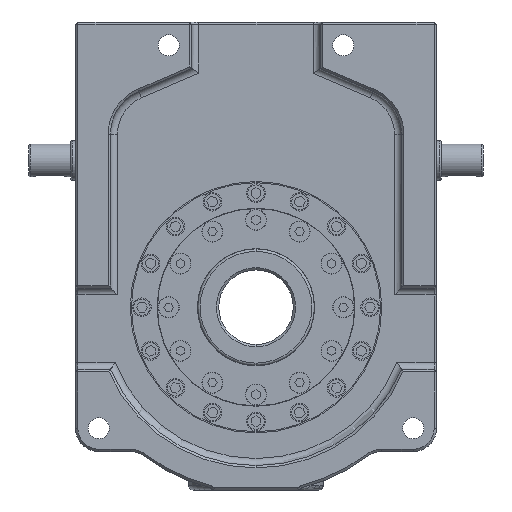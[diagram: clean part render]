
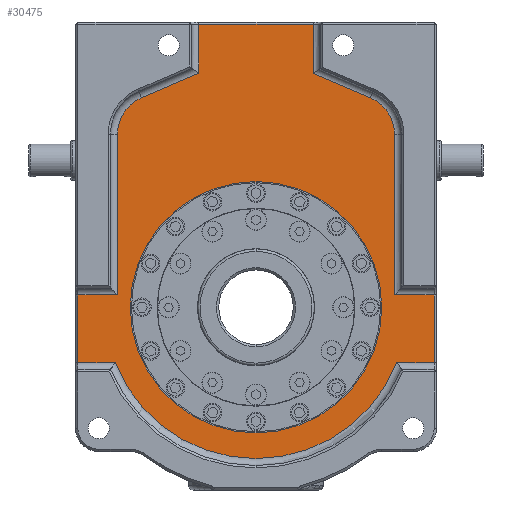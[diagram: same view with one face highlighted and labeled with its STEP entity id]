
A CAD part, front view. The second image highlights one B-rep face of the part: STEP entity #30475.
In plain terms, the highlighted planar face has unit normal (0, -1, 0).
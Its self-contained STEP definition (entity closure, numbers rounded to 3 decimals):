
#312 = LINE ( 'NONE', #13515, #873 ) ;
#873 = VECTOR ( 'NONE', #32189, 1000. ) ;
#1656 = CARTESIAN_POINT ( 'NONE',  ( 77.5, -42.5, -23.75 ) ) ;
#1722 = AXIS2_PLACEMENT_3D ( 'NONE', #35004, #38798, #45688 ) ;
#1730 = CARTESIAN_POINT ( 'NONE',  ( 0., -42.5, 54. ) ) ;
#2348 = DIRECTION ( 'NONE',  ( -0.919, 0., -0.394 ) ) ;
#2349 = VERTEX_POINT ( 'NONE', #4610 ) ;
#2406 = CARTESIAN_POINT ( 'NONE',  ( 42.5, -42.5, 74.265 ) ) ;
#2440 = ORIENTED_EDGE ( 'NONE', *, *, #32751, .T. ) ;
#2492 = CARTESIAN_POINT ( 'NONE',  ( -42.5, -42.5, 121.5 ) ) ;
#2651 = DIRECTION ( 'NONE',  ( -0.92, 0., 0.391 ) ) ;
#2784 = FACE_OUTER_BOUND ( 'NONE', #10891, .T. ) ;
#3372 = VECTOR ( 'NONE', #5464, 1000. ) ;
#3587 = LINE ( 'NONE', #29454, #16466 ) ;
#3733 = DIRECTION ( 'NONE',  ( 0., 0., -1. ) ) ;
#4143 = ORIENTED_EDGE ( 'NONE', *, *, #6566, .T. ) ;
#4610 = CARTESIAN_POINT ( 'NONE',  ( 76.5, -42.5, -23.75 ) ) ;
#4832 = CARTESIAN_POINT ( 'NONE',  ( 62.5, -42.5, 5.25 ) ) ;
#5019 = CARTESIAN_POINT ( 'NONE',  ( -24.5, -42.5, 100.522 ) ) ;
#5128 = EDGE_CURVE ( 'NONE', #15027, #2349, #23300, .T. ) ;
#5429 = CARTESIAN_POINT ( 'NONE',  ( 49.145, -42.5, 89.912 ) ) ;
#5464 = DIRECTION ( 'NONE',  ( 1., 0., 0. ) ) ;
#5688 = DIRECTION ( 'NONE',  ( 0., 0., -1. ) ) ;
#5921 = CIRCLE ( 'NONE', #24828, 17. ) ;
#6566 = EDGE_CURVE ( 'NONE', #26963, #45130, #312, .T. ) ;
#6750 = AXIS2_PLACEMENT_3D ( 'NONE', #28718, #43372, #25116 ) ;
#7044 = CARTESIAN_POINT ( 'NONE',  ( -60.506, -42.5, -23.75 ) ) ;
#7743 = CARTESIAN_POINT ( 'NONE',  ( 60.506, -42.5, -23.75 ) ) ;
#7952 = CARTESIAN_POINT ( 'NONE',  ( 76.5, -42.5, 5.25 ) ) ;
#8344 = CARTESIAN_POINT ( 'NONE',  ( -42.5, -42.5, 74.312 ) ) ;
#8483 = DIRECTION ( 'NONE',  ( 1., 0., 0. ) ) ;
#8492 = VERTEX_POINT ( 'NONE', #24130 ) ;
#8512 = DIRECTION ( 'NONE',  ( 0., -1., 0. ) ) ;
#8652 = CARTESIAN_POINT ( 'NONE',  ( 76.5, -42.5, 74.312 ) ) ;
#8729 = CARTESIAN_POINT ( 'NONE',  ( 24.5, -42.5, 121.5 ) ) ;
#8770 = VECTOR ( 'NONE', #2651, 1000. ) ;
#8890 = EDGE_CURVE ( 'NONE', #45025, #19285, #5921, .T. ) ;
#9098 = VECTOR ( 'NONE', #9154, 1000. ) ;
#9154 = DIRECTION ( 'NONE',  ( 0., 0., 1. ) ) ;
#9414 = VECTOR ( 'NONE', #17520, 1000. ) ;
#9998 = ORIENTED_EDGE ( 'NONE', *, *, #25922, .T. ) ;
#10433 = CIRCLE ( 'NONE', #6750, 54. ) ;
#10681 = ORIENTED_EDGE ( 'NONE', *, *, #27759, .T. ) ;
#10891 = EDGE_LOOP ( 'NONE', ( #2440, #26355, #34739, #23849, #33479, #36660, #20976, #30953, #9998, #16897, #41398, #27686, #10681, #4143, #45764, #19774 ) ) ;
#11015 = CIRCLE ( 'NONE', #13819, 17. ) ;
#11971 = VERTEX_POINT ( 'NONE', #5429 ) ;
#12456 = EDGE_CURVE ( 'NONE', #2349, #13754, #39108, .T. ) ;
#12668 = CARTESIAN_POINT ( 'NONE',  ( 0., -42.5, 0. ) ) ;
#12871 = CARTESIAN_POINT ( 'NONE',  ( 24.5, -42.5, 122.5 ) ) ;
#13023 = EDGE_CURVE ( 'NONE', #36535, #15027, #13228, .T. ) ;
#13090 = VECTOR ( 'NONE', #2348, 1000. ) ;
#13228 = CIRCLE ( 'NONE', #17179, 65. ) ;
#13283 = VERTEX_POINT ( 'NONE', #18530 ) ;
#13470 = ORIENTED_EDGE ( 'NONE', *, *, #30585, .F. ) ;
#13515 = CARTESIAN_POINT ( 'NONE',  ( 59.5, -42.5, 74.265 ) ) ;
#13754 = VERTEX_POINT ( 'NONE', #7952 ) ;
#13819 = AXIS2_PLACEMENT_3D ( 'NONE', #2406, #28576, #35700 ) ;
#14282 = VERTEX_POINT ( 'NONE', #1730 ) ;
#15027 = VERTEX_POINT ( 'NONE', #7743 ) ;
#15092 = FACE_BOUND ( 'NONE', #46869, .T. ) ;
#15335 = CIRCLE ( 'NONE', #37137, 54. ) ;
#15483 = LINE ( 'NONE', #42085, #41355 ) ;
#16466 = VECTOR ( 'NONE', #21949, 1000. ) ;
#16761 = CARTESIAN_POINT ( 'NONE',  ( 0., -42.5, -54. ) ) ;
#16782 = CARTESIAN_POINT ( 'NONE',  ( 59.5, -42.5, 74.265 ) ) ;
#16897 = ORIENTED_EDGE ( 'NONE', *, *, #13023, .T. ) ;
#17168 = EDGE_CURVE ( 'NONE', #47359, #8492, #46883, .T. ) ;
#17179 = AXIS2_PLACEMENT_3D ( 'NONE', #12668, #39256, #38939 ) ;
#17254 = CARTESIAN_POINT ( 'NONE',  ( -49.197, -42.5, 89.938 ) ) ;
#17520 = DIRECTION ( 'NONE',  ( 0., 0., -1. ) ) ;
#17593 = EDGE_CURVE ( 'NONE', #11971, #39689, #43386, .T. ) ;
#18154 = VECTOR ( 'NONE', #3733, 1000. ) ;
#18361 = LINE ( 'NONE', #2492, #20703 ) ;
#18530 = CARTESIAN_POINT ( 'NONE',  ( -76.5, -42.5, -23.75 ) ) ;
#18551 = EDGE_CURVE ( 'NONE', #45130, #11971, #11015, .T. ) ;
#19285 = VERTEX_POINT ( 'NONE', #20741 ) ;
#19342 = LINE ( 'NONE', #47401, #9414 ) ;
#19774 = ORIENTED_EDGE ( 'NONE', *, *, #17593, .T. ) ;
#20703 = VECTOR ( 'NONE', #39597, 1000. ) ;
#20741 = CARTESIAN_POINT ( 'NONE',  ( -59.5, -42.5, 74.312 ) ) ;
#20976 = ORIENTED_EDGE ( 'NONE', *, *, #17168, .T. ) ;
#21674 = LINE ( 'NONE', #21923, #18154 ) ;
#21923 = CARTESIAN_POINT ( 'NONE',  ( -59.5, -42.5, 8.25 ) ) ;
#21949 = DIRECTION ( 'NONE',  ( 0., 0., -1. ) ) ;
#22518 = DIRECTION ( 'NONE',  ( -1., 0., 0. ) ) ;
#22736 = EDGE_CURVE ( 'NONE', #19285, #47359, #21674, .T. ) ;
#23300 = LINE ( 'NONE', #1656, #3372 ) ;
#23498 = PLANE ( 'NONE',  #1722 ) ;
#23747 = VERTEX_POINT ( 'NONE', #41043 ) ;
#23849 = ORIENTED_EDGE ( 'NONE', *, *, #26491, .T. ) ;
#24130 = CARTESIAN_POINT ( 'NONE',  ( -76.5, -42.5, 5.25 ) ) ;
#24217 = LINE ( 'NONE', #17254, #13090 ) ;
#24692 = CARTESIAN_POINT ( 'NONE',  ( 59.5, -42.5, 5.25 ) ) ;
#24828 = AXIS2_PLACEMENT_3D ( 'NONE', #8344, #8512, #45896 ) ;
#25116 = DIRECTION ( 'NONE',  ( 0., 0., -1. ) ) ;
#25922 = EDGE_CURVE ( 'NONE', #13283, #36535, #15483, .T. ) ;
#26355 = ORIENTED_EDGE ( 'NONE', *, *, #33227, .T. ) ;
#26491 = EDGE_CURVE ( 'NONE', #41221, #45025, #24217, .T. ) ;
#26963 = VERTEX_POINT ( 'NONE', #24692 ) ;
#27117 = DIRECTION ( 'NONE',  ( 0., 0., 1. ) ) ;
#27335 = EDGE_CURVE ( 'NONE', #14282, #44169, #15335, .T. ) ;
#27686 = ORIENTED_EDGE ( 'NONE', *, *, #12456, .T. ) ;
#27749 = DIRECTION ( 'NONE',  ( 0., -1., 0. ) ) ;
#27759 = EDGE_CURVE ( 'NONE', #13754, #26963, #31117, .T. ) ;
#27990 = CARTESIAN_POINT ( 'NONE',  ( -59.5, -42.5, 5.25 ) ) ;
#28235 = CARTESIAN_POINT ( 'NONE',  ( 0., -42.5, 0. ) ) ;
#28576 = DIRECTION ( 'NONE',  ( 0., -1., 0. ) ) ;
#28718 = CARTESIAN_POINT ( 'NONE',  ( 0., -42.5, 0. ) ) ;
#29454 = CARTESIAN_POINT ( 'NONE',  ( -76.5, -42.5, 74.312 ) ) ;
#30475 = ADVANCED_FACE ( 'NONE', ( #2784, #15092 ), #23498, .F. ) ;
#30585 = EDGE_CURVE ( 'NONE', #44169, #14282, #10433, .T. ) ;
#30841 = DIRECTION ( 'NONE',  ( -1., 0., 0. ) ) ;
#30953 = ORIENTED_EDGE ( 'NONE', *, *, #45931, .T. ) ;
#31117 = LINE ( 'NONE', #4832, #48144 ) ;
#32189 = DIRECTION ( 'NONE',  ( 0., 0., 1. ) ) ;
#32482 = CARTESIAN_POINT ( 'NONE',  ( 26.327, -42.5, 99.602 ) ) ;
#32751 = EDGE_CURVE ( 'NONE', #39689, #47395, #35465, .T. ) ;
#33227 = EDGE_CURVE ( 'NONE', #47395, #23747, #18361, .T. ) ;
#33479 = ORIENTED_EDGE ( 'NONE', *, *, #8890, .T. ) ;
#34739 = ORIENTED_EDGE ( 'NONE', *, *, #47500, .T. ) ;
#35004 = CARTESIAN_POINT ( 'NONE',  ( -42.5, -42.5, 74.312 ) ) ;
#35465 = LINE ( 'NONE', #12871, #9098 ) ;
#35700 = DIRECTION ( 'NONE',  ( 0., 0., 1. ) ) ;
#36535 = VERTEX_POINT ( 'NONE', #7044 ) ;
#36660 = ORIENTED_EDGE ( 'NONE', *, *, #22736, .T. ) ;
#37137 = AXIS2_PLACEMENT_3D ( 'NONE', #28235, #27749, #5688 ) ;
#38139 = VECTOR ( 'NONE', #22518, 1000. ) ;
#38798 = DIRECTION ( 'NONE',  ( 0., 1., 0. ) ) ;
#38939 = DIRECTION ( 'NONE',  ( 0., 0., 1. ) ) ;
#39108 = LINE ( 'NONE', #8652, #40271 ) ;
#39256 = DIRECTION ( 'NONE',  ( 0., -1., 0. ) ) ;
#39597 = DIRECTION ( 'NONE',  ( -1., 0., 0. ) ) ;
#39689 = VERTEX_POINT ( 'NONE', #43215 ) ;
#40271 = VECTOR ( 'NONE', #27117, 1000. ) ;
#41043 = CARTESIAN_POINT ( 'NONE',  ( -24.5, -42.5, 121.5 ) ) ;
#41221 = VERTEX_POINT ( 'NONE', #5019 ) ;
#41340 = ORIENTED_EDGE ( 'NONE', *, *, #27335, .F. ) ;
#41355 = VECTOR ( 'NONE', #8483, 1000. ) ;
#41398 = ORIENTED_EDGE ( 'NONE', *, *, #5128, .T. ) ;
#42085 = CARTESIAN_POINT ( 'NONE',  ( -62.517, -42.5, -23.75 ) ) ;
#43215 = CARTESIAN_POINT ( 'NONE',  ( 24.5, -42.5, 100.378 ) ) ;
#43372 = DIRECTION ( 'NONE',  ( 0., -1., 0. ) ) ;
#43386 = LINE ( 'NONE', #32482, #8770 ) ;
#44169 = VERTEX_POINT ( 'NONE', #16761 ) ;
#45025 = VERTEX_POINT ( 'NONE', #45712 ) ;
#45130 = VERTEX_POINT ( 'NONE', #16782 ) ;
#45688 = DIRECTION ( 'NONE',  ( 1., 0., 0. ) ) ;
#45712 = CARTESIAN_POINT ( 'NONE',  ( -49.197, -42.5, 89.938 ) ) ;
#45764 = ORIENTED_EDGE ( 'NONE', *, *, #18551, .T. ) ;
#45896 = DIRECTION ( 'NONE',  ( 0., 0., 1. ) ) ;
#45931 = EDGE_CURVE ( 'NONE', #8492, #13283, #3587, .T. ) ;
#46869 = EDGE_LOOP ( 'NONE', ( #13470, #41340 ) ) ;
#46883 = LINE ( 'NONE', #48285, #38139 ) ;
#47359 = VERTEX_POINT ( 'NONE', #27990 ) ;
#47395 = VERTEX_POINT ( 'NONE', #8729 ) ;
#47401 = CARTESIAN_POINT ( 'NONE',  ( -24.5, -42.5, 102.5 ) ) ;
#47500 = EDGE_CURVE ( 'NONE', #23747, #41221, #19342, .T. ) ;
#48144 = VECTOR ( 'NONE', #30841, 1000. ) ;
#48285 = CARTESIAN_POINT ( 'NONE',  ( -77.5, -42.5, 5.25 ) ) ;
